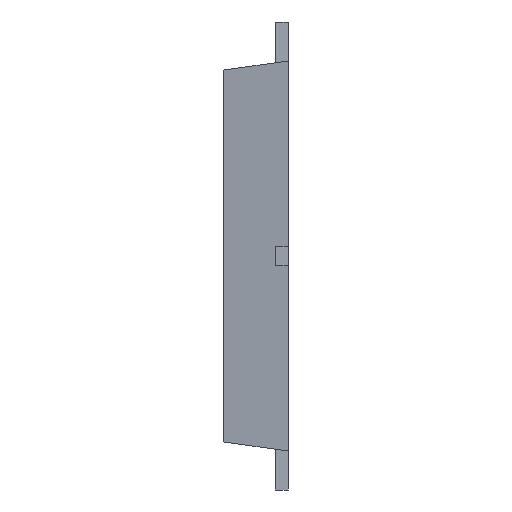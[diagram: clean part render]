
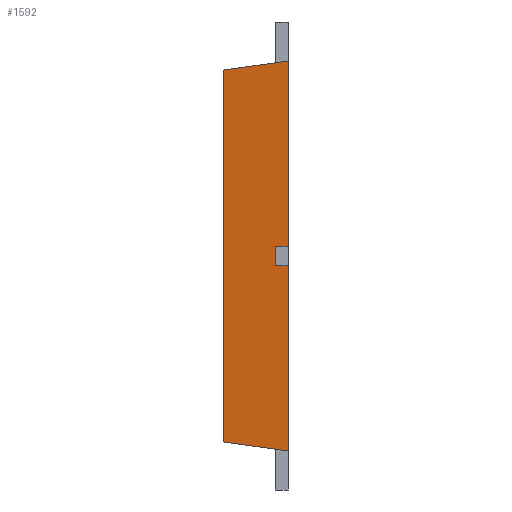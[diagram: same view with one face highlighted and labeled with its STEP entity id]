
A CAD part, left-side view. The second image highlights one B-rep face of the part: STEP entity #1592.
In plain terms, the highlighted planar face has unit normal (-0.99, 0.139, 0).
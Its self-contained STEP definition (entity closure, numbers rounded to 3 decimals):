
#154 = CARTESIAN_POINT ( 'NONE',  ( -2.477, 0.166, -0.125 ) ) ;
#300 = DIRECTION ( 'NONE',  ( -0.138, -0.981, -0.138 ) ) ;
#368 = LINE ( 'NONE', #3636, #3499 ) ;
#413 = ORIENTED_EDGE ( 'NONE', *, *, #429, .T. ) ;
#429 = EDGE_CURVE ( 'NONE', #1846, #3400, #2973, .T. ) ;
#594 = LINE ( 'NONE', #3432, #2768 ) ;
#624 = CARTESIAN_POINT ( 'NONE',  ( -2.5, 0., 2.5 ) ) ;
#639 = DIRECTION ( 'NONE',  ( 0., 0., 1. ) ) ;
#645 = LINE ( 'NONE', #3810, #2288 ) ;
#684 = CARTESIAN_POINT ( 'NONE',  ( -2.5, 0., -0.125 ) ) ;
#712 = ORIENTED_EDGE ( 'NONE', *, *, #2949, .T. ) ;
#721 = CARTESIAN_POINT ( 'NONE',  ( -2.5, 0., 2.5 ) ) ;
#726 = DIRECTION ( 'NONE',  ( 0.139, 0.99, 0. ) ) ;
#896 = CARTESIAN_POINT ( 'NONE',  ( -2.477, 0.166, 0.125 ) ) ;
#899 = ORIENTED_EDGE ( 'NONE', *, *, #1939, .F. ) ;
#986 = VECTOR ( 'NONE', #2561, 1000. ) ;
#1086 = EDGE_CURVE ( 'NONE', #2767, #3252, #3260, .T. ) ;
#1176 = EDGE_CURVE ( 'NONE', #3820, #1846, #1877, .T. ) ;
#1209 = DIRECTION ( 'NONE',  ( -0.99, 0.139, 0. ) ) ;
#1213 = VERTEX_POINT ( 'NONE', #3445 ) ;
#1277 = ORIENTED_EDGE ( 'NONE', *, *, #2082, .T. ) ;
#1343 = DIRECTION ( 'NONE',  ( -0.139, -0.99, 0. ) ) ;
#1357 = EDGE_CURVE ( 'NONE', #1213, #1751, #1782, .T. ) ;
#1592 = ADVANCED_FACE ( 'NONE', ( #3206 ), #1814, .T. ) ;
#1617 = ORIENTED_EDGE ( 'NONE', *, *, #1176, .T. ) ;
#1672 = CARTESIAN_POINT ( 'NONE',  ( -2.405, 0.676, 2.405 ) ) ;
#1751 = VERTEX_POINT ( 'NONE', #3692 ) ;
#1766 = LINE ( 'NONE', #1672, #3153 ) ;
#1782 = LINE ( 'NONE', #1969, #986 ) ;
#1805 = ORIENTED_EDGE ( 'NONE', *, *, #1086, .T. ) ;
#1814 = PLANE ( 'NONE',  #3906 ) ;
#1846 = VERTEX_POINT ( 'NONE', #2200 ) ;
#1877 = LINE ( 'NONE', #721, #2495 ) ;
#1939 = EDGE_CURVE ( 'NONE', #1751, #3252, #1766, .T. ) ;
#1969 = CARTESIAN_POINT ( 'NONE',  ( -2.383, 0.83, 2.5 ) ) ;
#2082 = EDGE_CURVE ( 'NONE', #3400, #3658, #645, .T. ) ;
#2200 = CARTESIAN_POINT ( 'NONE',  ( -2.5, 0., -0.125 ) ) ;
#2288 = VECTOR ( 'NONE', #2873, 1000. ) ;
#2395 = CARTESIAN_POINT ( 'NONE',  ( -2.5, 0., 0.125 ) ) ;
#2416 = CARTESIAN_POINT ( 'NONE',  ( -2.5, 0., 2.5 ) ) ;
#2455 = ORIENTED_EDGE ( 'NONE', *, *, #3642, .T. ) ;
#2495 = VECTOR ( 'NONE', #2510, 1000. ) ;
#2510 = DIRECTION ( 'NONE',  ( 0., 0., 1. ) ) ;
#2561 = DIRECTION ( 'NONE',  ( 0., 0., 1. ) ) ;
#2651 = VECTOR ( 'NONE', #639, 1000. ) ;
#2703 = DIRECTION ( 'NONE',  ( -0.139, -0.99, 0. ) ) ;
#2751 = CARTESIAN_POINT ( 'NONE',  ( -2.5, 0., -2.5 ) ) ;
#2767 = VERTEX_POINT ( 'NONE', #2395 ) ;
#2768 = VECTOR ( 'NONE', #1343, 1000. ) ;
#2873 = DIRECTION ( 'NONE',  ( 0., 0., 1. ) ) ;
#2949 = EDGE_CURVE ( 'NONE', #3658, #2767, #594, .T. ) ;
#2973 = LINE ( 'NONE', #684, #3581 ) ;
#3153 = VECTOR ( 'NONE', #3838, 1000. ) ;
#3206 = FACE_OUTER_BOUND ( 'NONE', #3709, .T. ) ;
#3252 = VERTEX_POINT ( 'NONE', #3320 ) ;
#3260 = LINE ( 'NONE', #2416, #2651 ) ;
#3320 = CARTESIAN_POINT ( 'NONE',  ( -2.5, 0., 2.5 ) ) ;
#3400 = VERTEX_POINT ( 'NONE', #154 ) ;
#3432 = CARTESIAN_POINT ( 'NONE',  ( -2.5, 0., 0.125 ) ) ;
#3445 = CARTESIAN_POINT ( 'NONE',  ( -2.383, 0.83, -2.383 ) ) ;
#3499 = VECTOR ( 'NONE', #300, 1000. ) ;
#3581 = VECTOR ( 'NONE', #726, 1000. ) ;
#3604 = ORIENTED_EDGE ( 'NONE', *, *, #1357, .F. ) ;
#3636 = CARTESIAN_POINT ( 'NONE',  ( -2.405, 0.676, -2.405 ) ) ;
#3642 = EDGE_CURVE ( 'NONE', #1213, #3820, #368, .T. ) ;
#3658 = VERTEX_POINT ( 'NONE', #896 ) ;
#3692 = CARTESIAN_POINT ( 'NONE',  ( -2.383, 0.83, 2.383 ) ) ;
#3709 = EDGE_LOOP ( 'NONE', ( #1617, #413, #1277, #712, #1805, #899, #3604, #2455 ) ) ;
#3810 = CARTESIAN_POINT ( 'NONE',  ( -2.477, 0.166, 2.5 ) ) ;
#3820 = VERTEX_POINT ( 'NONE', #2751 ) ;
#3838 = DIRECTION ( 'NONE',  ( -0.138, -0.981, 0.138 ) ) ;
#3906 = AXIS2_PLACEMENT_3D ( 'NONE', #624, #1209, #2703 ) ;
